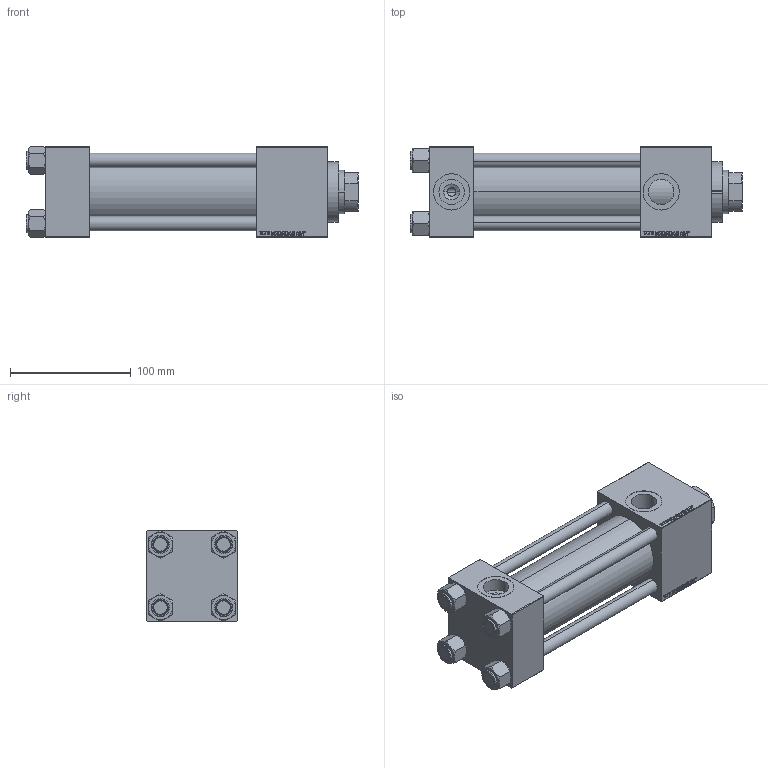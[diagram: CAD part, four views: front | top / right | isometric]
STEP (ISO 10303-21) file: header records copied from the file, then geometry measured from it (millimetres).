
FILE_DESCRIPTION (( 'STEP AP203' ), '1' );
FILE_NAME ('55d5.STEP', '2022-04-14T12:07:50', ( '' ), ( '' ), 'SwSTEP 2.0', 'SolidWorks 2019', '' );
FILE_SCHEMA (( 'CONFIG_CONTROL_DESIGN' ));
Length unit declared in the file: millimetre
Products named in the file (6): V215CR_VCP_C b8138d0e88c5a5149ae904fc473171fa; V215_VC_A b8138d0e88c5a5149ae904fc473171fa; V215CR_C_Body b8138d0e88c5a5149ae904fc473171fa; NUT_M5_C b8138d0e88c5a5149ae904fc473171fa; V215CR_C_TYCINKA b8138d0e88c5a5149ae904fc473171fa; 55d5
Assembly tree (11 placements, depth 2):
  55d5
    V215CR_C_Body b8138d0e88c5a5149ae904fc473171fa
    V215CR_VCP_C b8138d0e88c5a5149ae904fc473171fa
    NUT_M5_C b8138d0e88c5a5149ae904fc473171fa  x4
    V215CR_C_TYCINKA b8138d0e88c5a5149ae904fc473171fa  x4
    V215_VC_A b8138d0e88c5a5149ae904fc473171fa
Bounding box: 275 x 75 x 75.54 mm (x, y, z)
Volume: 843523.2 mm3; surface area: 203355.7 mm2
Topology: 11 solids, 11 shells, 1154 faces, 2894 edges, 1879 vertices
Faces by surface type: plane 528, bspline 392, cone 136, cylinder 90, torus 8
Entity records: 50446 total; most frequent: CARTESIAN_POINT 27168, ORIENTED_EDGE 5280, DIRECTION 3340, EDGE_CURVE 2640, VERTEX_POINT 1735, LINE 1594, VECTOR 1594, EDGE_LOOP 1163
